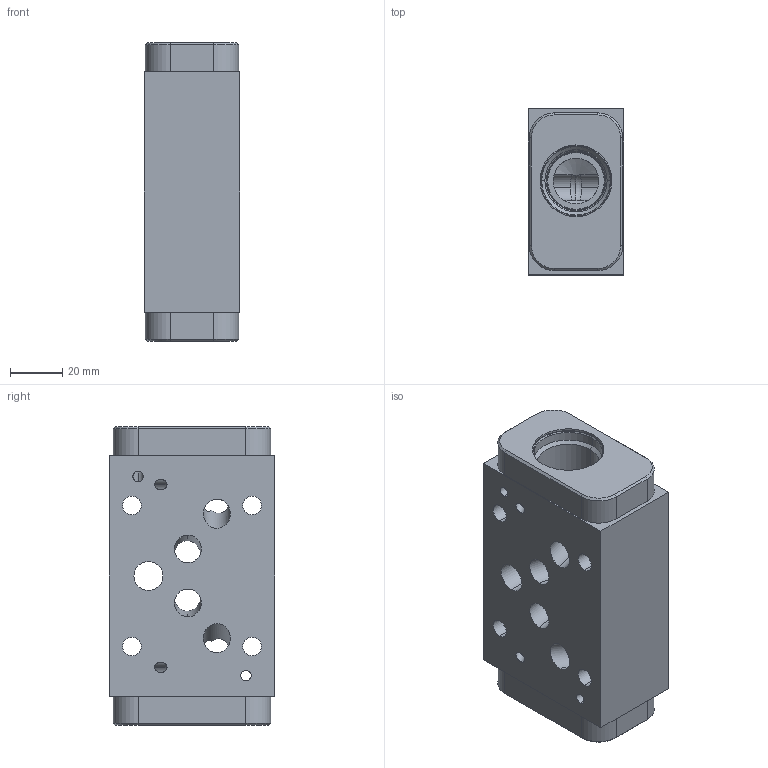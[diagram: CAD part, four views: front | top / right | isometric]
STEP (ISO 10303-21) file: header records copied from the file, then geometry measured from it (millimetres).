
FILE_DESCRIPTION((''),'2;1');
FILE_NAME('DJX_ASM','2020-06-02T',('ProEService'),(''),'PRO/ENGINEER BY PARAMETRIC TECHNOLOGY CORPORATION, 2014200','PRO/ENGINEER BY PARAMETRIC TECHNOLOGY CORPORATION, 2014200','');
FILE_SCHEMA(('CONFIG_CONTROL_DESIGN'));
Length unit declared in the file: inch
Products named in the file (2): 150-723; DJX_ASM
Assembly tree (1 placements, depth 2):
  DJX_ASM
    150-723
Bounding box: 36.53 x 63.5 x 114.3 mm (x, y, z)
Volume: 191396.7 mm3; surface area: 43710.4 mm2
Topology: 1 solids, 1 shells, 182 faces, 717 edges, 658 vertices
Faces by surface type: cylinder 86, cone 54, plane 28, sphere 10, torus 4
Entity records: 9807 total; most frequent: CARTESIAN_POINT 4191, DIRECTION 1099, ORIENTED_EDGE 956, EDGE_CURVE 478, VECTOR 401, LINE 401, AXIS2_PLACEMENT_3D 349, VERTEX_POINT 296
